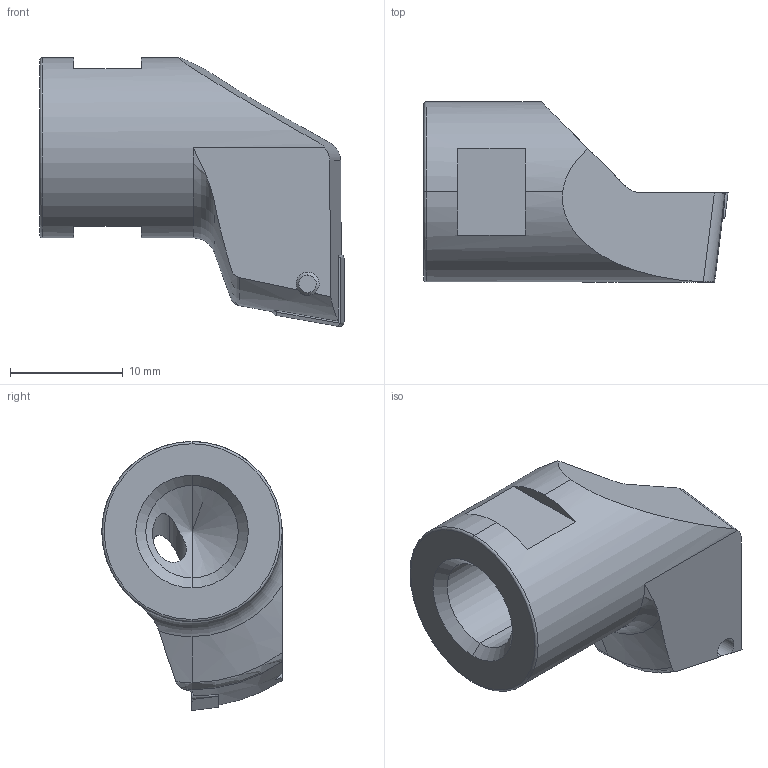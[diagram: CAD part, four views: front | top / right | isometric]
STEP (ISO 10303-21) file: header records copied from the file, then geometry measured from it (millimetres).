
FILE_DESCRIPTION (( 'STEP AP203' ), '1' );
FILE_NAME ('HS0-A32.K11.027.STEP', '2017-02-15T10:25:55', ( 'SWIAdmin' ), ( 'Hewlett-Packard Company' ), 'SwSTEP 2.0', 'SolidWorks 2015', '' );
FILE_SCHEMA (( 'CONFIG_CONTROL_DESIGN' ));
Length unit declared in the file: millimetre
Products named in the file (4): WCA-ER2.001.006_A; HS0-A32.K11.027_A; CCMT060204; HS0-A32.K11.027
Assembly tree (3 placements, depth 2):
  HS0-A32.K11.027
    HS0-A32.K11.027_A
    WCA-ER2.001.006_A
    CCMT060204
Bounding box: 27 x 16 x 23.88 mm (x, y, z)
Volume: 3585.8 mm3; surface area: 2313.9 mm2
Topology: 3 solids, 3 shells, 133 faces, 338 edges, 209 vertices
Faces by surface type: cylinder 40, plane 39, cone 28, torus 12, bspline 12, sphere 2
Entity records: 4748 total; most frequent: CARTESIAN_POINT 1275, ORIENTED_EDGE 668, DIRECTION 625, EDGE_CURVE 334, AXIS2_PLACEMENT_3D 247, VERTEX_POINT 209, EDGE_LOOP 141, FACE_OUTER_BOUND 133
